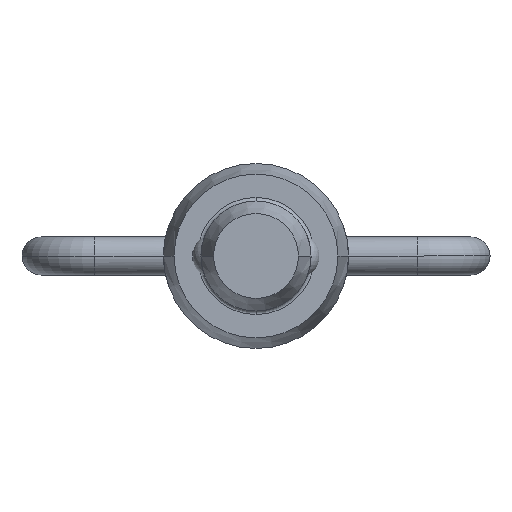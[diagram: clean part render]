
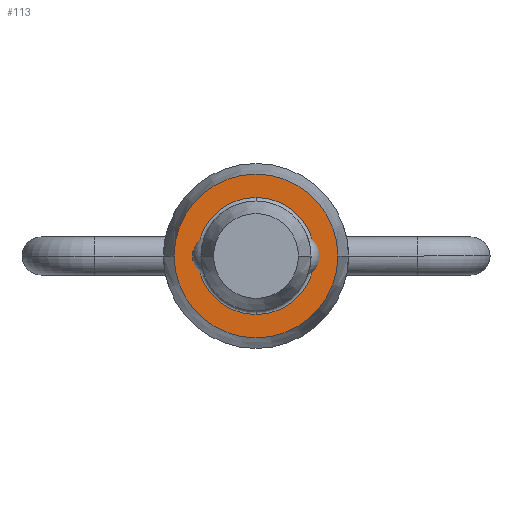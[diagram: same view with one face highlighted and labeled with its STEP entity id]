
A CAD part, front view. The second image highlights one B-rep face of the part: STEP entity #113.
In plain terms, the highlighted planar face has unit normal (0, -1, 0).
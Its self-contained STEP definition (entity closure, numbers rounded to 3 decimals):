
#113=ADVANCED_FACE('',(#236,#237),#238,.T.);
#236=FACE_OUTER_BOUND('',#369,.T.);
#237=FACE_BOUND('',#370,.T.);
#238=PLANE('',#371);
#369=EDGE_LOOP('',(#633,#634));
#370=EDGE_LOOP('',(#635,#636,#637));
#371=AXIS2_PLACEMENT_3D('',#638,#639,#640);
#633=ORIENTED_EDGE('',*,*,#836,.T.);
#634=ORIENTED_EDGE('',*,*,#900,.T.);
#635=ORIENTED_EDGE('',*,*,#859,.T.);
#636=ORIENTED_EDGE('',*,*,#810,.T.);
#637=ORIENTED_EDGE('',*,*,#860,.T.);
#638=CARTESIAN_POINT('',(-4.355,0.0,0.0));
#639=DIRECTION('',(0.,-1.0,0.0));
#640=DIRECTION('',(1.0,0.,0.0));
#810=EDGE_CURVE('',#962,#968,#970,.T.);
#836=EDGE_CURVE('',#1008,#1013,#1015,.T.);
#859=EDGE_CURVE('',#1049,#962,#1050,.T.);
#860=EDGE_CURVE('',#968,#1049,#1051,.T.);
#900=EDGE_CURVE('',#1013,#1008,#1102,.T.);
#962=VERTEX_POINT('',#1191);
#968=VERTEX_POINT('',#1197);
#970=CIRCLE('',#1199,3.375);
#1008=VERTEX_POINT('',#1239);
#1013=VERTEX_POINT('',#1245);
#1015=CIRCLE('',#1248,4.722);
#1049=VERTEX_POINT('',#1337);
#1050=CIRCLE('',#1338,3.375);
#1051=CIRCLE('',#1339,3.375);
#1102=CIRCLE('',#1450,4.722);
#1191=CARTESIAN_POINT('',(0.,0.,3.375));
#1197=CARTESIAN_POINT('',(0.,0.,-3.375));
#1199=AXIS2_PLACEMENT_3D('',#1574,#1575,#1576);
#1239=CARTESIAN_POINT('',(-4.722,0.0,0.0));
#1245=CARTESIAN_POINT('',(4.722,0.,0.));
#1248=AXIS2_PLACEMENT_3D('',#1629,#1630,#1631);
#1337=CARTESIAN_POINT('',(-3.375,0.0,0.0));
#1338=AXIS2_PLACEMENT_3D('',#1663,#1664,#1665);
#1339=AXIS2_PLACEMENT_3D('',#1666,#1667,#1668);
#1450=AXIS2_PLACEMENT_3D('',#1728,#1729,#1730);
#1574=CARTESIAN_POINT('',(0.,0.0,0.0));
#1575=DIRECTION('',(0.,1.0,0.0));
#1576=DIRECTION('',(-1.0,0.,0.0));
#1629=CARTESIAN_POINT('',(0.,0.0,0.));
#1630=DIRECTION('',(0.,-1.0,0.0));
#1631=DIRECTION('',(-1.0,0.,0.0));
#1663=CARTESIAN_POINT('',(0.,0.0,0.0));
#1664=DIRECTION('',(0.,1.0,0.0));
#1665=DIRECTION('',(-1.0,0.,0.0));
#1666=CARTESIAN_POINT('',(0.,0.0,0.0));
#1667=DIRECTION('',(0.,1.0,0.0));
#1668=DIRECTION('',(-1.0,0.,0.0));
#1728=CARTESIAN_POINT('',(0.,0.0,0.));
#1729=DIRECTION('',(0.,-1.0,0.0));
#1730=DIRECTION('',(-1.0,0.,0.0));
